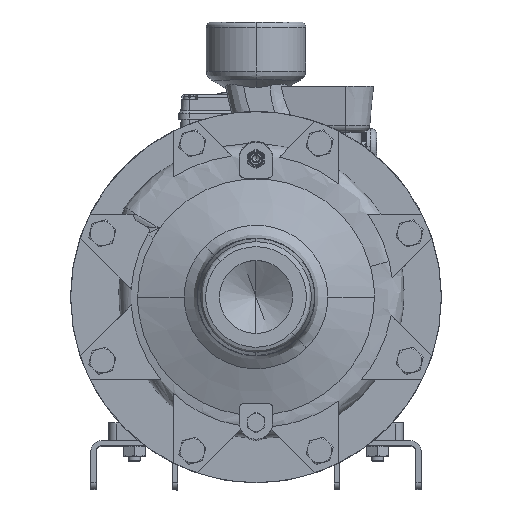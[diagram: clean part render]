
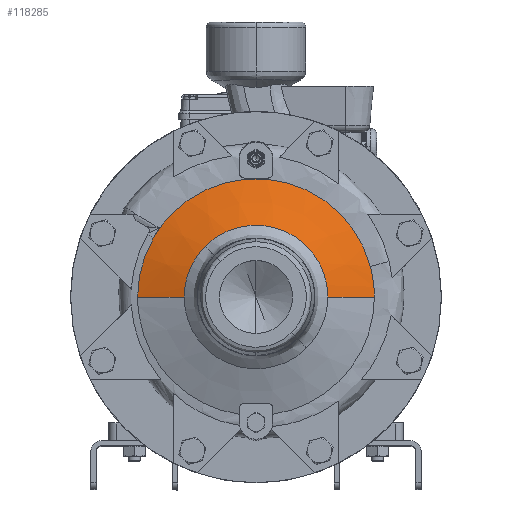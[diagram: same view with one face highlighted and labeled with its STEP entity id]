
A CAD part, top view. The second image highlights one B-rep face of the part: STEP entity #118285.
In plain terms, the highlighted conical face has half-angle 71.012 degrees and reference radius 92.864 mm.
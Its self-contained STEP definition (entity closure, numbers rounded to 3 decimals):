
#19 = CARTESIAN_POINT ( 'NONE',  ( 56.12, 0., 51.518 ) ) ;
#40 = CARTESIAN_POINT ( 'NONE',  ( -52.181, 21.616, 51.518 ) ) ;
#2839 = CARTESIAN_POINT ( 'NONE',  ( -39.683, 39.683, 51.518 ) ) ;
#17977 = AXIS2_PLACEMENT_3D ( 'NONE', #183708, #95902, #161054 ) ;
#19542 = VERTEX_POINT ( 'NONE', #249366 ) ;
#21282 = CARTESIAN_POINT ( 'NONE',  ( 11.02, 55.396, 51.518 ) ) ;
#23137 = CARTESIAN_POINT ( 'NONE',  ( -92.5, 4.028, 39. ) ) ;
#24539 = CARTESIAN_POINT ( 'NONE',  ( -92.5, 0., 39. ) ) ;
#25492 = CARTESIAN_POINT ( 'NONE',  ( -54.861, 12.779, 51.518 ) ) ;
#30052 = VECTOR ( 'NONE', #110623, 1000. ) ;
#31881 = EDGE_CURVE ( 'NONE', #200712, #19542, #179632, .T. ) ;
#34897 = AXIS2_PLACEMENT_3D ( 'NONE', #75599, #54321, #266872 ) ;
#38349 = CARTESIAN_POINT ( 'NONE',  ( 46.962, 31.379, 51.518 ) ) ;
#38931 = EDGE_CURVE ( 'NONE', #239911, #192452, #175709, .T. ) ;
#42993 = CARTESIAN_POINT ( 'NONE',  ( -91.13, 15.989, 39. ) ) ;
#54321 = DIRECTION ( 'NONE',  ( 0., 0., -1. ) ) ;
#56913 = VERTEX_POINT ( 'NONE', #173014 ) ;
#65772 = AXIS2_PLACEMENT_3D ( 'NONE', #268370, #201749, #221649 ) ;
#68018 = CARTESIAN_POINT ( 'NONE',  ( -56.12, 1.837, 51.518 ) ) ;
#70353 = CARTESIAN_POINT ( 'NONE',  ( -78.377, 49.247, 39. ) ) ;
#75599 = CARTESIAN_POINT ( 'NONE',  ( 0., 0., 39. ) ) ;
#76090 = FACE_OUTER_BOUND ( 'NONE', #223760, .T. ) ;
#77225 = ORIENTED_EDGE ( 'NONE', *, *, #157217, .T. ) ;
#82280 = CARTESIAN_POINT ( 'NONE',  ( -12.779, 54.861, 51.518 ) ) ;
#84112 = CARTESIAN_POINT ( 'NONE',  ( -82.142, 42.726, 39. ) ) ;
#85074 = CARTESIAN_POINT ( 'NONE',  ( -55.939, 5.51, 51.518 ) ) ;
#86439 = CARTESIAN_POINT ( 'NONE',  ( -39.683, 39.683, 51.518 ) ) ;
#94705 = CARTESIAN_POINT ( 'NONE',  ( -56.12, 0., 51.518 ) ) ;
#95902 = DIRECTION ( 'NONE',  ( 0., 0., -1. ) ) ;
#96256 = CARTESIAN_POINT ( 'NONE',  ( -65.407, 65.407, 39. ) ) ;
#102073 = CARTESIAN_POINT ( 'NONE',  ( 55.396, 11.019, 51.518 ) ) ;
#102700 = EDGE_CURVE ( 'NONE', #138243, #206488, #127086, .T. ) ;
#105307 = CARTESIAN_POINT ( 'NONE',  ( -89.888, 21.921, 39. ) ) ;
#107624 = CARTESIAN_POINT ( 'NONE',  ( -5.51, 55.939, 51.518 ) ) ;
#109044 = CARTESIAN_POINT ( 'NONE',  ( -56.12, 0., 51.518 ) ) ;
#110623 = DIRECTION ( 'NONE',  ( -0.946, 0., -0.325 ) ) ;
#110895 = CARTESIAN_POINT ( 'NONE',  ( -92.238, 8.033, 39. ) ) ;
#113418 = LINE ( 'NONE', #136079, #30052 ) ;
#117370 = CARTESIAN_POINT ( 'NONE',  ( -39.683, 39.683, 51.518 ) ) ;
#118285 = ADVANCED_FACE ( 'NONE', ( #76090 ), #239843, .T. ) ;
#118640 = B_SPLINE_CURVE_WITH_KNOTS ( 'NONE', 3,
 ( #2839, #263474, #219569, #40, #25492, #85074, #68018, #109044 ),
 .UNSPECIFIED., .F., .F.,
 ( 4, 1, 1, 1, 1, 4 ),
 ( 0., 0.062, 0.125, 0.187, 0.219, 0.25 ),
 .UNSPECIFIED. ) ;
#119839 = EDGE_CURVE ( 'NONE', #206488, #200712, #166793, .T. ) ;
#124733 = CARTESIAN_POINT ( 'NONE',  ( 39.938, 39.938, 51.518 ) ) ;
#126125 = CARTESIAN_POINT ( 'NONE',  ( -31.377, 46.964, 51.518 ) ) ;
#127086 = B_SPLINE_CURVE_WITH_KNOTS ( 'NONE', 3,
 ( #24539, #23137, #110895, #150606, #42993, #129369, #105307, #235665, #215803, #191738, #84112, #194529 ),
 .UNSPECIFIED., .F., .F.,
 ( 4, 2, 2, 2, 2, 4 ),
 ( 0.131, 0.143, 0.15, 0.156, 0.168, 0.18 ),
 .UNSPECIFIED. ) ;
#127511 = CARTESIAN_POINT ( 'NONE',  ( 56.12, 3.673, 51.518 ) ) ;
#129369 = CARTESIAN_POINT ( 'NONE',  ( -90.346, 19.946, 39. ) ) ;
#135465 = CARTESIAN_POINT ( 'NONE',  ( -76.516, 52.169, 39. ) ) ;
#136079 = CARTESIAN_POINT ( 'NONE',  ( -92.864, 0., 38.875 ) ) ;
#138243 = VERTEX_POINT ( 'NONE', #165038 ) ;
#148758 = CARTESIAN_POINT ( 'NONE',  ( -37.089, 42.276, 51.518 ) ) ;
#150606 = CARTESIAN_POINT ( 'NONE',  ( -91.456, 14.004, 39. ) ) ;
#151063 = EDGE_CURVE ( 'NONE', #192452, #227557, #118640, .T. ) ;
#152396 = DIRECTION ( 'NONE',  ( 0.946, 0., -0.325 ) ) ;
#155327 = CARTESIAN_POINT ( 'NONE',  ( -70.191, 60.41, 39. ) ) ;
#155540 = VECTOR ( 'NONE', #152396, 1000. ) ;
#157217 = EDGE_CURVE ( 'NONE', #239911, #56913, #257288, .T. ) ;
#161054 = DIRECTION ( 'NONE',  ( -1., 0., 0. ) ) ;
#165038 = CARTESIAN_POINT ( 'NONE',  ( -92.5, 0., 39. ) ) ;
#166793 = B_SPLINE_CURVE_WITH_KNOTS ( 'NONE', 7,
 ( #221911, #70353, #135465, #199228, #265824, #155327, #203420, #241778 ),
 .UNSPECIFIED., .F., .F.,
 ( 8, 8 ),
 ( -0.017, 0.008 ),
 .UNSPECIFIED. ) ;
#169050 = EDGE_CURVE ( 'NONE', #19542, #56913, #264976, .T. ) ;
#173014 = CARTESIAN_POINT ( 'NONE',  ( 92.5, 0., 39. ) ) ;
#173660 = CARTESIAN_POINT ( 'NONE',  ( 92.864, 0., 38.875 ) ) ;
#175709 = B_SPLINE_CURVE_WITH_KNOTS ( 'NONE', 3,
 ( #19, #127511, #102073, #188505, #38349, #124733, #215333, #189897, #21282, #276337, #107624, #82280, #255069, #126125, #148758, #86439 ),
 .UNSPECIFIED., .F., .F.,
 ( 4, 1, 1, 1, 1, 1, 1, 1, 1, 1, 1, 1, 1, 4 ),
 ( 0.25, 0.312, 0.375, 0.437, 0.5, 0.562, 0.625, 0.687, 0.75, 0.781, 0.813, 0.875, 0.938, 1. ),
 .UNSPECIFIED. ) ;
#179632 = CIRCLE ( 'NONE', #34897, 92.5 ) ;
#183708 = CARTESIAN_POINT ( 'NONE',  ( 0., 0., 38.875 ) ) ;
#188505 = CARTESIAN_POINT ( 'NONE',  ( 52.182, 21.614, 51.518 ) ) ;
#189897 = CARTESIAN_POINT ( 'NONE',  ( 21.614, 52.182, 51.518 ) ) ;
#191738 = CARTESIAN_POINT ( 'NONE',  ( -83.928, 39.098, 39. ) ) ;
#192452 = VERTEX_POINT ( 'NONE', #117370 ) ;
#194345 = ORIENTED_EDGE ( 'NONE', *, *, #169050, .F. ) ;
#194529 = CARTESIAN_POINT ( 'NONE',  ( -80.107, 46.25, 39. ) ) ;
#199228 = CARTESIAN_POINT ( 'NONE',  ( -74.528, 55.007, 39. ) ) ;
#200712 = VERTEX_POINT ( 'NONE', #96256 ) ;
#201749 = DIRECTION ( 'NONE',  ( 0., 0., -1. ) ) ;
#203420 = CARTESIAN_POINT ( 'NONE',  ( -67.853, 62.962, 39. ) ) ;
#204452 = EDGE_CURVE ( 'NONE', #227557, #138243, #113418, .T. ) ;
#204845 = ORIENTED_EDGE ( 'NONE', *, *, #102700, .F. ) ;
#206488 = VERTEX_POINT ( 'NONE', #257751 ) ;
#215333 = CARTESIAN_POINT ( 'NONE',  ( 31.379, 46.962, 51.518 ) ) ;
#215803 = CARTESIAN_POINT ( 'NONE',  ( -87.013, 31.644, 39. ) ) ;
#219569 = CARTESIAN_POINT ( 'NONE',  ( -46.964, 31.377, 51.518 ) ) ;
#221649 = DIRECTION ( 'NONE',  ( -1., 0., 0. ) ) ;
#221911 = CARTESIAN_POINT ( 'NONE',  ( -80.107, 46.25, 39. ) ) ;
#223760 = EDGE_LOOP ( 'NONE', ( #236899, #77225, #194345, #278383, #242384, #204845, #247575, #262669 ) ) ;
#227557 = VERTEX_POINT ( 'NONE', #94705 ) ;
#235665 = CARTESIAN_POINT ( 'NONE',  ( -88.312, 27.816, 39. ) ) ;
#236899 = ORIENTED_EDGE ( 'NONE', *, *, #38931, .F. ) ;
#237028 = CARTESIAN_POINT ( 'NONE',  ( 56.12, 0., 51.518 ) ) ;
#239843 = CONICAL_SURFACE ( 'NONE', #17977, 92.864, 1.239 ) ;
#239911 = VERTEX_POINT ( 'NONE', #237028 ) ;
#241778 = CARTESIAN_POINT ( 'NONE',  ( -65.407, 65.407, 39. ) ) ;
#242384 = ORIENTED_EDGE ( 'NONE', *, *, #119839, .F. ) ;
#247575 = ORIENTED_EDGE ( 'NONE', *, *, #204452, .F. ) ;
#249366 = CARTESIAN_POINT ( 'NONE',  ( 89.348, 23.941, 39. ) ) ;
#255069 = CARTESIAN_POINT ( 'NONE',  ( -21.616, 52.181, 51.518 ) ) ;
#257288 = LINE ( 'NONE', #173660, #155540 ) ;
#257751 = CARTESIAN_POINT ( 'NONE',  ( -80.107, 46.25, 39. ) ) ;
#262669 = ORIENTED_EDGE ( 'NONE', *, *, #151063, .F. ) ;
#263474 = CARTESIAN_POINT ( 'NONE',  ( -42.276, 37.089, 51.518 ) ) ;
#264976 = CIRCLE ( 'NONE', #65772, 92.5 ) ;
#265824 = CARTESIAN_POINT ( 'NONE',  ( -72.418, 57.757, 39. ) ) ;
#266872 = DIRECTION ( 'NONE',  ( -1., 0., 0. ) ) ;
#268370 = CARTESIAN_POINT ( 'NONE',  ( 0., 0., 39. ) ) ;
#276337 = CARTESIAN_POINT ( 'NONE',  ( 1.83, 56.3, 51.518 ) ) ;
#278383 = ORIENTED_EDGE ( 'NONE', *, *, #31881, .F. ) ;
